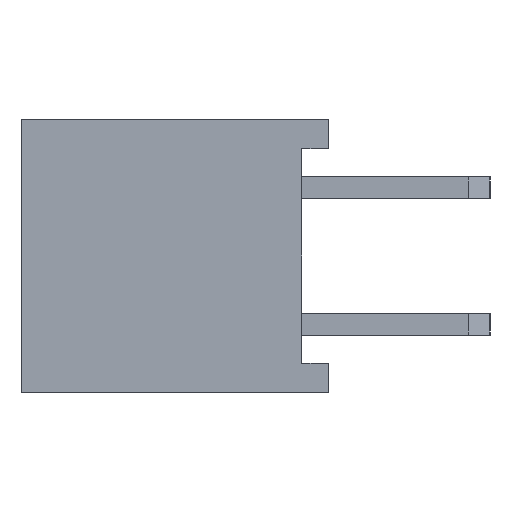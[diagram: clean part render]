
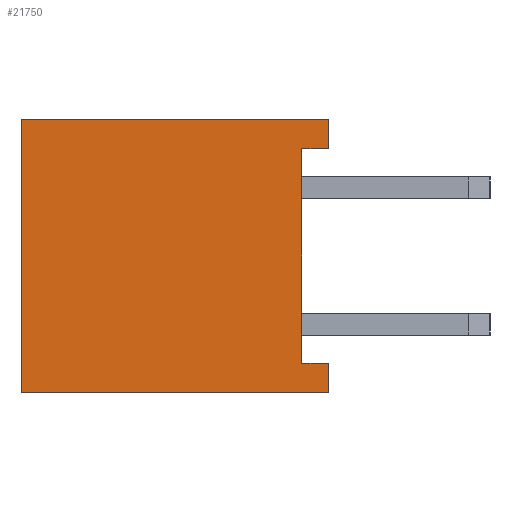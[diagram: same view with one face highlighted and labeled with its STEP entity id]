
A CAD part, left-side view. The second image highlights one B-rep face of the part: STEP entity #21750.
In plain terms, the highlighted planar face has unit normal (-1, 0, 0).
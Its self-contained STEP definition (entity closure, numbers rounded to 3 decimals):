
#5=DIRECTION('',(0.,0.,1.));
#6=VECTOR('',#5,0.55);
#7=CARTESIAN_POINT('',(-25.65,0.,1.99));
#8=LINE('',#7,#6);
#29=DIRECTION('',(0.,0.,1.));
#30=VECTOR('',#29,0.55);
#31=CARTESIAN_POINT('',(-25.65,0.,-2.54));
#32=LINE('',#31,#30);
#53=DIRECTION('',(0.,1.,0.));
#54=VECTOR('',#53,5.7);
#55=CARTESIAN_POINT('',(-25.65,0.,2.54));
#56=LINE('',#55,#54);
#57=DIRECTION('',(0.,1.,0.));
#58=VECTOR('',#57,0.5);
#59=CARTESIAN_POINT('',(-25.65,0.,1.99));
#60=LINE('',#59,#58);
#61=DIRECTION('',(0.,0.,1.));
#62=VECTOR('',#61,3.98);
#63=CARTESIAN_POINT('',(-25.65,0.5,-1.99));
#64=LINE('',#63,#62);
#65=DIRECTION('',(0.,1.,0.));
#66=VECTOR('',#65,0.5);
#67=CARTESIAN_POINT('',(-25.65,0.,-1.99));
#68=LINE('',#67,#66);
#69=DIRECTION('',(0.,1.,0.));
#70=VECTOR('',#69,5.7);
#71=CARTESIAN_POINT('',(-25.65,0.,-2.54));
#72=LINE('',#71,#70);
#1503=DIRECTION('',(0.,0.,1.));
#1504=VECTOR('',#1503,5.08);
#1505=CARTESIAN_POINT('',(-25.65,5.7,-2.54));
#1506=LINE('',#1505,#1504);
#16497=CARTESIAN_POINT('',(-25.65,0.,2.54));
#16499=VERTEX_POINT('',#16497);
#16502=CARTESIAN_POINT('',(-25.65,0.,-2.54));
#16504=VERTEX_POINT('',#16502);
#16505=CARTESIAN_POINT('',(-25.65,5.7,-2.54));
#16506=CARTESIAN_POINT('',(-25.65,5.7,2.54));
#16507=VERTEX_POINT('',#16505);
#16508=VERTEX_POINT('',#16506);
#16513=CARTESIAN_POINT('',(-25.65,0.,1.99));
#16515=VERTEX_POINT('',#16513);
#16517=CARTESIAN_POINT('',(-25.65,0.,-1.99));
#16519=VERTEX_POINT('',#16517);
#16521=CARTESIAN_POINT('',(-25.65,0.5,1.99));
#16522=VERTEX_POINT('',#16521);
#16523=CARTESIAN_POINT('',(-25.65,0.5,-1.99));
#16524=VERTEX_POINT('',#16523);
#21731=CARTESIAN_POINT('',(-25.65,0.,-2.54));
#21732=DIRECTION('',(-1.,0.,0.));
#21733=DIRECTION('',(0.,0.,1.));
#21734=AXIS2_PLACEMENT_3D('',#21731,#21732,#21733);
#21735=PLANE('',#21734);
#21736=ORIENTED_EDGE('',*,*,#21691,.T.);
#21738=ORIENTED_EDGE('',*,*,#21737,.F.);
#21740=ORIENTED_EDGE('',*,*,#21739,.F.);
#21741=ORIENTED_EDGE('',*,*,#21676,.F.);
#21743=ORIENTED_EDGE('',*,*,#21742,.T.);
#21745=ORIENTED_EDGE('',*,*,#21744,.T.);
#21746=ORIENTED_EDGE('',*,*,#21723,.F.);
#21747=ORIENTED_EDGE('',*,*,#21656,.F.);
#21748=EDGE_LOOP('',(#21736,#21738,#21740,#21741,#21743,#21745,#21746,#21747));
#21749=FACE_OUTER_BOUND('',#21748,.F.);
#21656=EDGE_CURVE('',#16515,#16499,#8,.T.);
#21676=EDGE_CURVE('',#16504,#16519,#32,.T.);
#21691=EDGE_CURVE('',#16515,#16522,#60,.T.);
#21723=EDGE_CURVE('',#16499,#16508,#56,.T.);
#21737=EDGE_CURVE('',#16524,#16522,#64,.T.);
#21739=EDGE_CURVE('',#16519,#16524,#68,.T.);
#21742=EDGE_CURVE('',#16504,#16507,#72,.T.);
#21744=EDGE_CURVE('',#16507,#16508,#1506,.T.);
#21750=ADVANCED_FACE('',(#21749),#21735,.T.);
